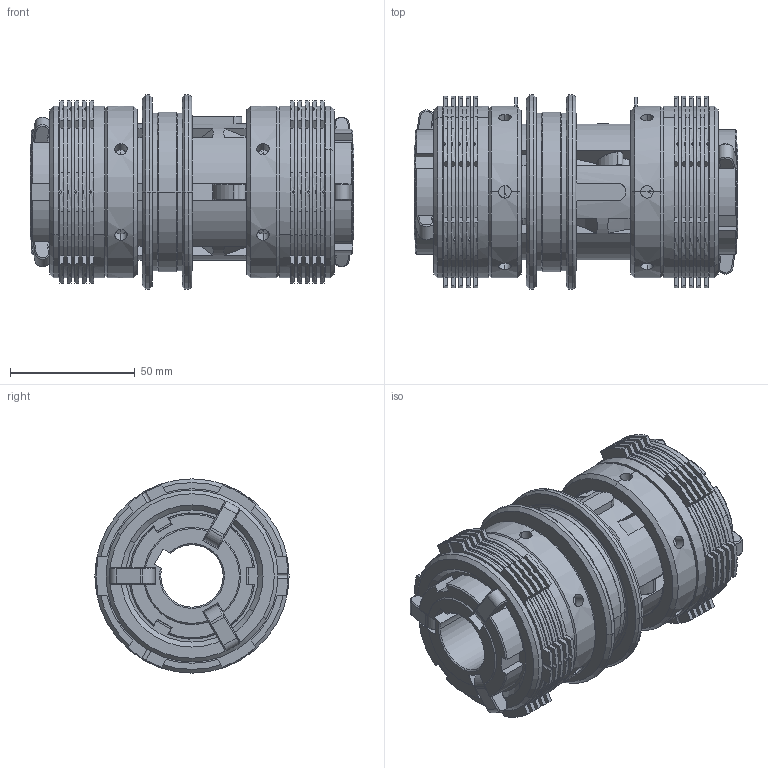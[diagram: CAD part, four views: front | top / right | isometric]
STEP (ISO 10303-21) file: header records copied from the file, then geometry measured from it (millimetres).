
FILE_DESCRIPTION (( 'STEP AP203' ), '1' );
FILE_NAME ('OD255.STEP', '2017-02-21T10:00:08', ( '新井重治' ), ( '小倉クラッチ' ), 'SwSTEP 2.0', 'SolidWorks 2009', '' );
FILE_SCHEMA (( 'CONFIG_CONTROL_DESIGN' ));
Products named in the file (1): OD255
Bounding box: 130 x 78 x 78 mm (x, y, z)
Volume: 325861.7 mm3; surface area: 121571.4 mm2
Topology: 1 solids, 61 shells, 1661 faces, 4865 edges, 3080 vertices
Faces by surface type: cylinder 744, plane 673, cone 228, torus 16
Entity records: 57697 total; most frequent: CARTESIAN_POINT 12175, DIRECTION 9879, ORIENTED_EDGE 9682, EDGE_CURVE 4841, AXIS2_PLACEMENT_3D 3637, VERTEX_POINT 3080, VECTOR 2605, LINE 2605
